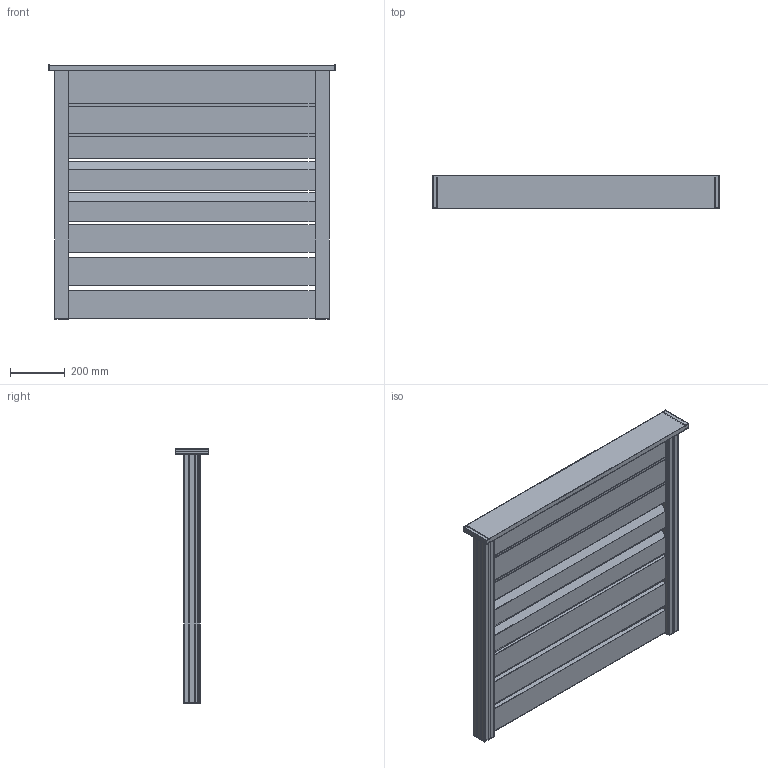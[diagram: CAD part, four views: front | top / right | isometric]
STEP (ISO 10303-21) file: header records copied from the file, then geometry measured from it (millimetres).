
FILE_DESCRIPTION (( 'STEP AP214' ), '1' );
FILE_NAME ('FG_SAMPLE-05.STEP', '2025-01-21T10:37:34', ( '' ), ( '' ), 'SwSTEP 2.0', 'SolidWorks 2019', '' );
FILE_SCHEMA (( 'AUTOMOTIVE_DESIGN' ));
Length unit declared in the file: millimetre
Products named in the file (18): Lata_100x20-930; AL_RP6003-6000_Po殃ato殤a R; Lata_10x20-930; Lata_120x20-930; FG_CP50x60-R7016; FG_SAMPLE-05; AL_RP6003-6000_Priebezna R; AL_RP6003-6000_902; AL_RP6003-6000_PoŸiatoŸn  L; Lata_80x20-930; AL_RP6002-6000_902; FG_SC20x20-6000_Zaslepka laty 20x120; AL_RP6003-6000_Priebezna L; Lata_120x20-1040; A-DIN 7505A 5x20; AL_VP2005-6000_930; AL_RP6003-6000_20; AL_RP6001-6000_902
Assembly tree (35 placements, depth 2):
  FG_SAMPLE-05
    AL_RP6001-6000_902  x2
    AL_RP6002-6000_902  x2
    FG_CP50x60-R7016  x2
    AL_RP6003-6000_902  x2
    AL_RP6003-6000_PoŸiatoŸn  L  x2
    AL_VP2005-6000_930  x2
    Lata_120x20-1040
    FG_SC20x20-6000_Zaslepka laty 20x120  x2
    A-DIN 7505A 5x20  x4
    AL_RP6003-6000_Po殃ato殤a R  x2
    AL_RP6003-6000_Priebezna R
    AL_RP6003-6000_Priebezna L
    Lata_120x20-930
    Lata_10x20-930  x2
    Lata_100x20-930  x4
    Lata_80x20-930
    AL_RP6003-6000_20  x4
Bounding box: 1042.6 x 120.5 x 925.25 mm (x, y, z)
Volume: 3673433.5 mm3; surface area: 5940714.9 mm2
Topology: 35 solids, 35 shells, 2170 faces, 5928 edges, 3836 vertices
Faces by surface type: cylinder 1058, plane 856, bspline 140, torus 48, cone 36, sphere 32
Entity records: 35780 total; most frequent: CARTESIAN_POINT 10442, ORIENTED_EDGE 5314, DIRECTION 5114, EDGE_CURVE 2657, AXIS2_PLACEMENT_3D 1747, VERTEX_POINT 1741, VECTOR 1620, LINE 1620
